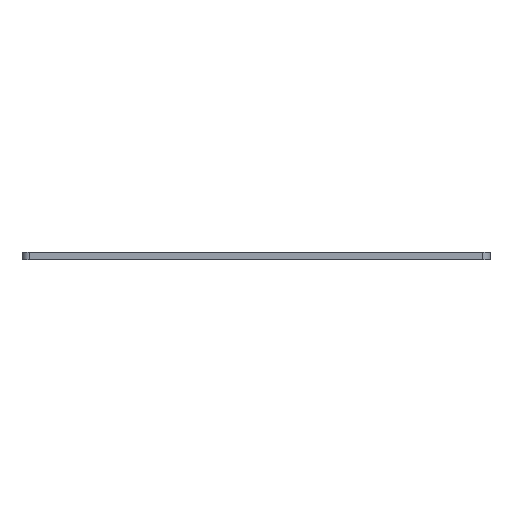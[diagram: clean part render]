
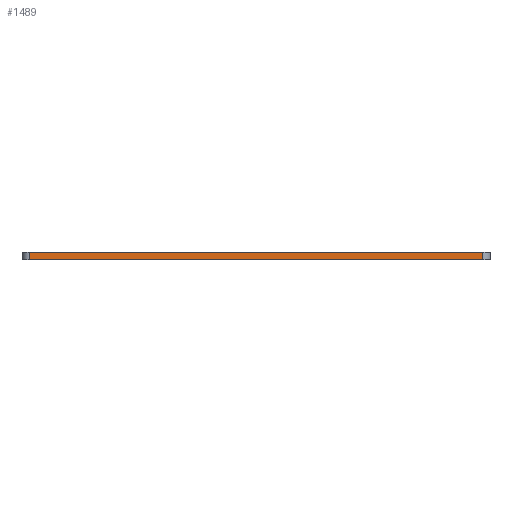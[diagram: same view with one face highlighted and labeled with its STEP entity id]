
A CAD part, left-side view. The second image highlights one B-rep face of the part: STEP entity #1489.
In plain terms, the highlighted planar face has unit normal (-1, 0, 0).
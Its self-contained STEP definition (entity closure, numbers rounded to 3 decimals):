
#63 = VERTEX_POINT('',#64);
#64 = CARTESIAN_POINT('',(0.,-2.,0.));
#71 = EDGE_CURVE('',#72,#63,#74,.T.);
#72 = VERTEX_POINT('',#73);
#73 = CARTESIAN_POINT('',(0.,-126.5,0.));
#74 = LINE('',#75,#76);
#75 = CARTESIAN_POINT('',(0.,-128.5,0.));
#76 = VECTOR('',#77,1.);
#77 = DIRECTION('',(0.,1.,0.));
#761 = EDGE_CURVE('',#63,#762,#764,.T.);
#762 = VERTEX_POINT('',#763);
#763 = CARTESIAN_POINT('',(0.,-2.,2.));
#764 = LINE('',#765,#766);
#765 = CARTESIAN_POINT('',(0.,-2.,0.));
#766 = VECTOR('',#767,1.);
#767 = DIRECTION('',(0.,0.,1.));
#812 = EDGE_CURVE('',#813,#762,#815,.T.);
#813 = VERTEX_POINT('',#814);
#814 = CARTESIAN_POINT('',(0.,-126.5,2.));
#815 = LINE('',#816,#817);
#816 = CARTESIAN_POINT('',(0.,-128.5,2.));
#817 = VECTOR('',#818,1.);
#818 = DIRECTION('',(0.,1.,0.));
#1489 = ADVANCED_FACE('',(#1490),#1501,.T.);
#1490 = FACE_BOUND('',#1491,.T.);
#1491 = EDGE_LOOP('',(#1492,#1493,#1499,#1500));
#1492 = ORIENTED_EDGE('',*,*,#71,.F.);
#1493 = ORIENTED_EDGE('',*,*,#1494,.T.);
#1494 = EDGE_CURVE('',#72,#813,#1495,.T.);
#1495 = LINE('',#1496,#1497);
#1496 = CARTESIAN_POINT('',(0.,-126.5,0.));
#1497 = VECTOR('',#1498,1.);
#1498 = DIRECTION('',(0.,0.,1.));
#1499 = ORIENTED_EDGE('',*,*,#812,.T.);
#1500 = ORIENTED_EDGE('',*,*,#761,.F.);
#1501 = PLANE('',#1502);
#1502 = AXIS2_PLACEMENT_3D('',#1503,#1504,#1505);
#1503 = CARTESIAN_POINT('',(0.,-128.5,0.));
#1504 = DIRECTION('',(-1.,0.,0.));
#1505 = DIRECTION('',(0.,1.,0.));
